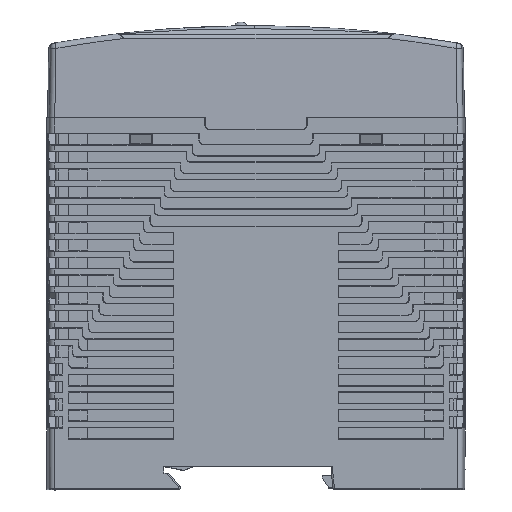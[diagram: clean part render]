
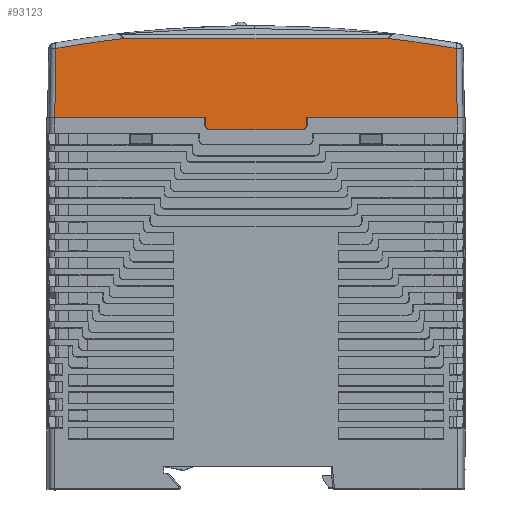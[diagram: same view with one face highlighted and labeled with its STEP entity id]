
A CAD part, top view. The second image highlights one B-rep face of the part: STEP entity #93123.
In plain terms, the highlighted planar face has unit normal (0, 0.018, 1).
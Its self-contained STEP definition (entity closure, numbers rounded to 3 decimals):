
#87133=DIRECTION('',(1.,0.,0.));
#87134=VECTOR('',#87133,19.846);
#87135=CARTESIAN_POINT('',(-9.923,77.35,20.295));
#87136=LINE('',#87135,#87134);
#87265=DIRECTION('',(0.017,-1.,0.017));
#87266=VECTOR('',#87265,1.568);
#87267=CARTESIAN_POINT('',(-10.95,79.9,20.25));
#87268=LINE('',#87267,#87266);
#87289=CARTESIAN_POINT('',(-10.923,78.333,
20.277));
#87290=CARTESIAN_POINT('',(-10.917,78.005,
20.283));
#87291=CARTESIAN_POINT('',(-10.664,77.596,
20.29));
#87292=CARTESIAN_POINT('',(-10.25,77.35,20.295));
#87293=CARTESIAN_POINT('',(-9.923,77.35,20.295));
#87299=CARTESIAN_POINT('',(0.,-150.205,
24.266));
#87300=DIRECTION('',(0.,-0.017,-1.));
#87301=DIRECTION('',(-0.173,0.985,-0.017));
#87302=AXIS2_PLACEMENT_3D('',#87299,#87300,#87301);
#87304=DIRECTION('',(1.,0.,0.));
#87305=VECTOR('',#87304,56.779);
#87306=CARTESIAN_POINT('',(-28.39,96.896,
19.953));
#87307=LINE('',#87306,#87305);
#87308=CARTESIAN_POINT('',(0.,-150.206,
24.266));
#87309=DIRECTION('',(0.,-0.017,-1.));
#87310=DIRECTION('',(0.114,0.993,-0.017));
#87311=AXIS2_PLACEMENT_3D('',#87308,#87309,#87310);
#87313=DIRECTION('',(0.016,-1.,0.017));
#87314=VECTOR('',#87313,14.885);
#87315=CARTESIAN_POINT('',(42.978,94.781,19.99));
#87316=LINE('',#87315,#87314);
#87317=DIRECTION('',(-1.,0.,0.));
#87318=VECTOR('',#87317,32.273);
#87319=CARTESIAN_POINT('',(43.223,79.9,20.25));
#87320=LINE('',#87319,#87318);
#87321=DIRECTION('',(-1.,0.,0.));
#87322=VECTOR('',#87321,32.273);
#87323=CARTESIAN_POINT('',(-10.95,79.9,20.25));
#87324=LINE('',#87323,#87322);
#87325=DIRECTION('',(0.016,1.,-0.017));
#87326=VECTOR('',#87325,14.885);
#87327=CARTESIAN_POINT('',(-43.223,79.9,
20.25));
#87328=LINE('',#87327,#87326);
#87332=CARTESIAN_POINT('',(-28.39,96.896,
19.953));
#88628=CARTESIAN_POINT('',(9.923,77.35,20.295));
#88629=CARTESIAN_POINT('',(10.25,77.35,20.295));
#88630=CARTESIAN_POINT('',(10.664,77.596,20.29));
#88631=CARTESIAN_POINT('',(10.917,78.005,20.283));
#88632=CARTESIAN_POINT('',(10.923,78.333,20.277));
#88638=DIRECTION('',(0.017,1.,-0.017));
#88639=VECTOR('',#88638,1.568);
#88640=CARTESIAN_POINT('',(10.923,78.333,20.277));
#88641=LINE('',#88640,#88639);
#90505=CARTESIAN_POINT('',(28.39,96.896,19.953));
#91136=CARTESIAN_POINT('',(43.223,79.9,20.25));
#91137=CARTESIAN_POINT('',(10.95,79.9,20.25));
#91138=VERTEX_POINT('',#91136);
#91139=VERTEX_POINT('',#91137);
#91178=CARTESIAN_POINT('',(-10.95,79.9,20.25));
#91179=CARTESIAN_POINT('',(-43.223,79.9,
20.25));
#91180=VERTEX_POINT('',#91178);
#91181=VERTEX_POINT('',#91179);
#91329=CARTESIAN_POINT('',(-42.978,94.781,
19.99));
#91330=VERTEX_POINT('',#91329);
#91332=VERTEX_POINT('',#87332);
#91335=VERTEX_POINT('',#90505);
#91342=CARTESIAN_POINT('',(42.978,94.781,19.99));
#91343=VERTEX_POINT('',#91342);
#91350=CARTESIAN_POINT('',(10.923,78.333,20.277));
#91351=VERTEX_POINT('',#91350);
#91352=VERTEX_POINT('',#88628);
#91353=CARTESIAN_POINT('',(-9.923,77.35,20.295));
#91354=VERTEX_POINT('',#91353);
#91355=VERTEX_POINT('',#87289);
#93097=CARTESIAN_POINT('',(0.,87.123,
20.124));
#93098=DIRECTION('',(0.,0.017,1.));
#93099=DIRECTION('',(-1.,0.,0.));
#93100=AXIS2_PLACEMENT_3D('',#93097,#93098,#93099);
#93101=PLANE('',#93100);
#93103=ORIENTED_EDGE('',*,*,#93102,.T.);
#93105=ORIENTED_EDGE('',*,*,#93104,.T.);
#93107=ORIENTED_EDGE('',*,*,#93106,.T.);
#93109=ORIENTED_EDGE('',*,*,#93108,.T.);
#93111=ORIENTED_EDGE('',*,*,#93110,.T.);
#93113=ORIENTED_EDGE('',*,*,#93112,.F.);
#93115=ORIENTED_EDGE('',*,*,#93114,.F.);
#93116=ORIENTED_EDGE('',*,*,#92918,.F.);
#93117=ORIENTED_EDGE('',*,*,#93091,.F.);
#93118=ORIENTED_EDGE('',*,*,#93078,.F.);
#93119=ORIENTED_EDGE('',*,*,#92292,.T.);
#93120=ORIENTED_EDGE('',*,*,#92271,.T.);
#93121=EDGE_LOOP('',(#93103,#93105,#93107,#93109,#93111,#93113,#93115,#93116,
#93117,#93118,#93119,#93120));
#93122=FACE_OUTER_BOUND('',#93121,.F.);
#93123=ADVANCED_FACE('',(#93122),#93101,.T.);
#87294=B_SPLINE_CURVE_WITH_KNOTS('',3,(#87289,#87290,#87291,#87292,#87293),
.UNSPECIFIED.,.F.,.F.,(4,1,4),(0.,0.5,1.),.UNSPECIFIED.);
#87303=CIRCLE('',#87302,248.764);
#87312=CIRCLE('',#87311,248.764);
#88633=B_SPLINE_CURVE_WITH_KNOTS('',3,(#88628,#88629,#88630,#88631,#88632),
.UNSPECIFIED.,.F.,.F.,(4,1,4),(0.,0.5,1.),.UNSPECIFIED.);
#92271=EDGE_CURVE('',#91181,#91330,#87328,.T.);
#92292=EDGE_CURVE('',#91180,#91181,#87324,.T.);
#92918=EDGE_CURVE('',#91354,#91352,#87136,.T.);
#93078=EDGE_CURVE('',#91180,#91355,#87268,.T.);
#93091=EDGE_CURVE('',#91355,#91354,#87294,.T.);
#93102=EDGE_CURVE('',#91330,#91332,#87303,.T.);
#93104=EDGE_CURVE('',#91332,#91335,#87307,.T.);
#93106=EDGE_CURVE('',#91335,#91343,#87312,.T.);
#93108=EDGE_CURVE('',#91343,#91138,#87316,.T.);
#93110=EDGE_CURVE('',#91138,#91139,#87320,.T.);
#93112=EDGE_CURVE('',#91351,#91139,#88641,.T.);
#93114=EDGE_CURVE('',#91352,#91351,#88633,.T.);
